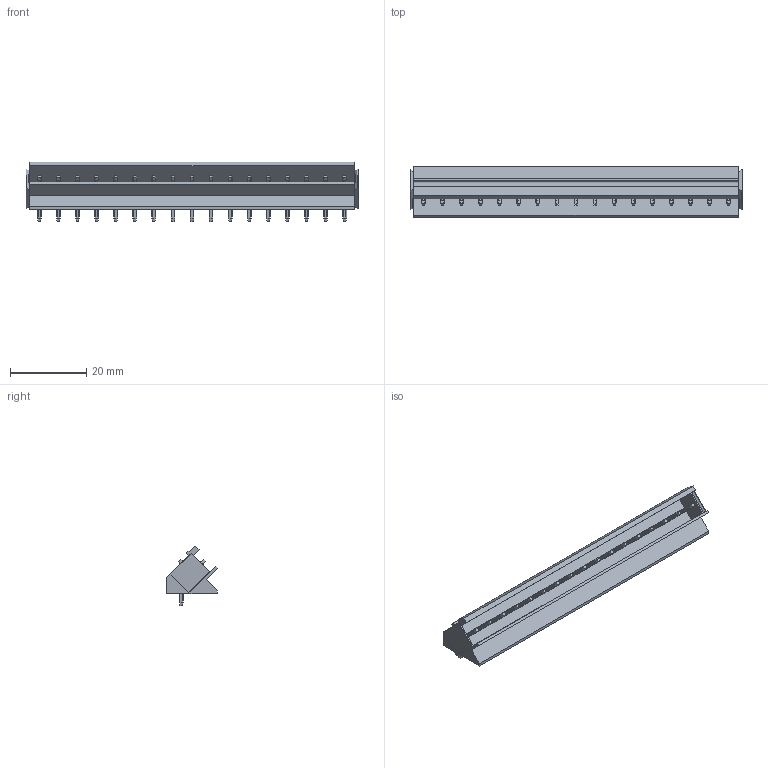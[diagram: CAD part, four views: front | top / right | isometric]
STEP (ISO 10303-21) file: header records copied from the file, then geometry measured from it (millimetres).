
FILE_DESCRIPTION(('CATIA V5 STEP Exchange','CAx-IF Rec.Pracs.--- Model Styling and Organization---1.2---2011-12-15'),'2;1');
FILE_NAME ('D1453882_0_1630630000_1630630000.stp','2018-10-13T03:35:12+00:00',('none'),('Weidmueller'),'CATIA Version 5-6 Release 2014','CATIA V5 STEP AP214','none');
FILE_SCHEMA(('AUTOMOTIVE_DESIGN { 1 0 10303 214 1 1 1 1 }'));
Length unit declared in the file: millimetre
Products named in the file (1): 1630630000
Bounding box: 87 x 13.3 x 15.63 mm (x, y, z)
Volume: 5172.2 mm3; surface area: 6980.5 mm2
Topology: 18 solids, 18 shells, 688 faces, 1816 edges, 1164 vertices
Faces by surface type: plane 414, cylinder 274
Entity records: 24703 total; most frequent: CARTESIAN_POINT 9420, ORIENTED_EDGE 3632, DIRECTION 2318, EDGE_CURVE 1816, VECTOR 1268, LINE 1268, VERTEX_POINT 1164, EDGE_LOOP 722
